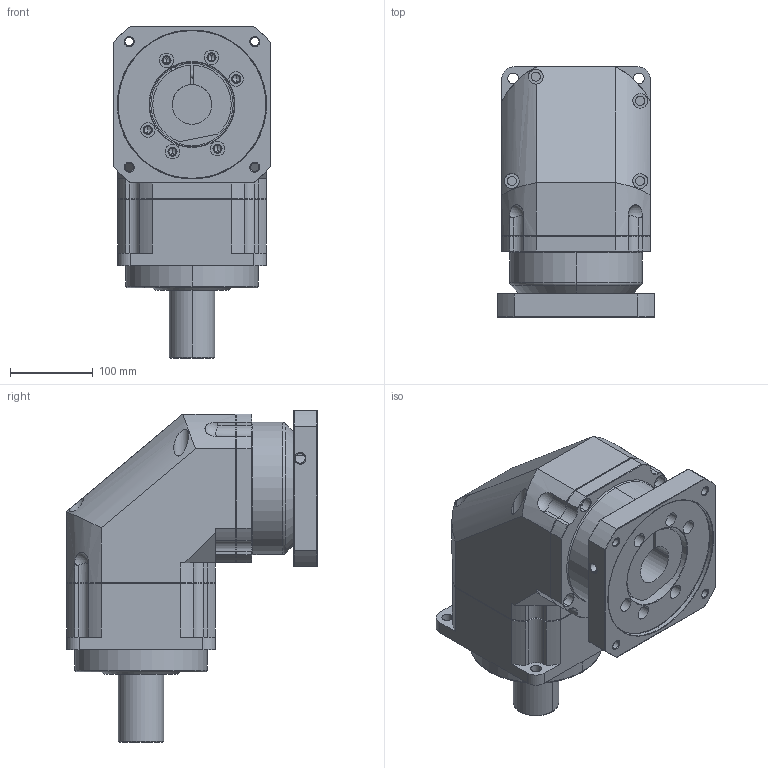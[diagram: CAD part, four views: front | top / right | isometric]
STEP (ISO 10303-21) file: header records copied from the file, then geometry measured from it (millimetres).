
FILE_DESCRIPTION((''),'2;1');
FILE_NAME('AFR1801-P0403600601_ASM','2008-09-15T',('d00080'),(''),'PRO/ENGINEER BY PARAMETRIC TECHNOLOGY CORPORATION, 2006170','PRO/ENGINEER BY PARAMETRIC TECHNOLOGY CORPORATION, 2006170','');
FILE_SCHEMA(('CONFIG_CONTROL_DESIGN'));
Length unit declared in the file: millimetre
Products named in the file (5): AF1801; P1001600001; P1301600001; P0403600601; AFR1801-P0403600601_ASM
Assembly tree (4 placements, depth 2):
  AFR1801-P0403600601_ASM
    AF1801
    P1001600001
    P1301600001
    P0403600601
Bounding box: 190 x 303.5 x 402 mm (x, y, z)
Volume: 8141609.4 mm3; surface area: 739080.4 mm2
Topology: 5 solids, 23 shells, 736 faces, 1718 edges, 1036 vertices
Faces by surface type: cylinder 280, plane 202, cone 180, torus 70, sphere 4
Entity records: 21647 total; most frequent: CARTESIAN_POINT 4313, DIRECTION 3935, ORIENTED_EDGE 3310, EDGE_CURVE 1694, AXIS2_PLACEMENT_3D 1615, VERTEX_POINT 1036, CIRCLE 862, EDGE_LOOP 860
